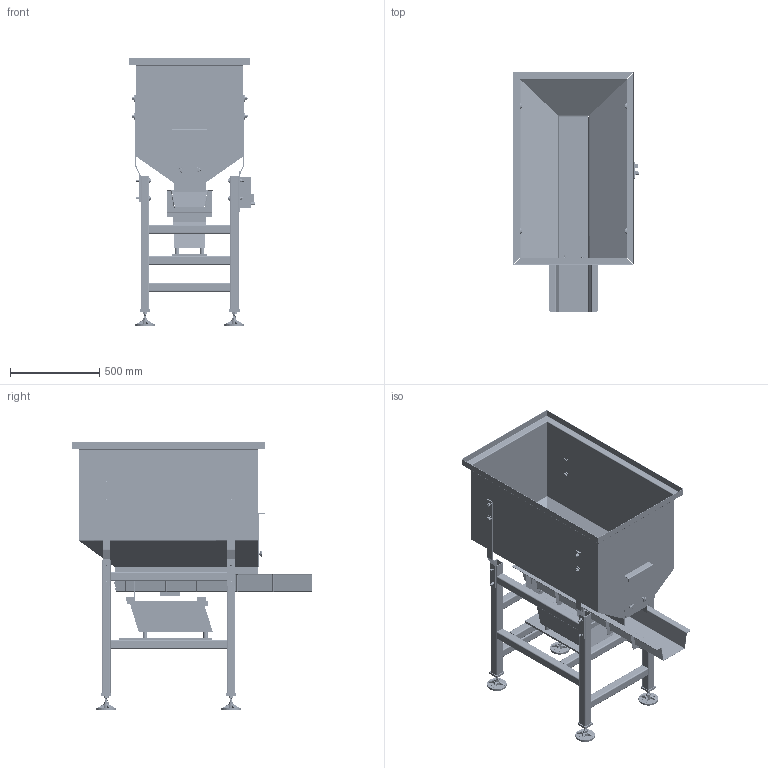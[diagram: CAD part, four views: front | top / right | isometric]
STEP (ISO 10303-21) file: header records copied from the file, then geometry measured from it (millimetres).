
FILE_DESCRIPTION(/* description */ (''),/* implementation_level */ '2;1');
FILE_NAME(/* name */ 'HF-400.stp',/* time_stamp */ '2022-01-19T11:59:30+00:00',/* author */ ('Sandfield Engineering'),/* organization */ ('Sandfield Engineering'),/* preprocessor_version */ 'ST-DEVELOPER v18.1',/* originating_system */ 'Autodesk Inventor 2021',/* authorisation */ '');
FILE_SCHEMA (('AUTOMOTIVE_DESIGN { 1 0 10303 214 3 1 1 }'));
Products named in the file (1): HF-400
Bounding box: 703 x 1346.65 x 1500 mm (x, y, z)
Volume: 29216101.5 mm3; surface area: 10471352.4 mm2
Topology: 11 solids, 11 shells, 3476 faces, 8858 edges, 5487 vertices
Faces by surface type: plane 1543, cylinder 1262, cone 355, bspline 236, torus 45, sphere 35
Full cylindrical faces by diameter (mm): 3.242 x2, 4.917 x4, 5 x2, 6 x10, 6.35 x8, 6.4 x4, 6.6 x10, 8.5 x8, 9.2 x4, 11 x4, 12 x28, 13 x16, 13.835 x256, 14 x16, 14.9 x1, 15 x24, 16 x192, 16.5 x4, 17.1 x16, 18.5 x1, 18.931 x1, 24 x20, 25 x8, 36 x20, 110 x4
Entity records: 161711 total; most frequent: CARTESIAN_POINT 82301, ORIENTED_EDGE 17440, DIRECTION 15844, EDGE_CURVE 8720, AXIS2_PLACEMENT_3D 5812, VERTEX_POINT 5435, LINE 4220, VECTOR 4220
